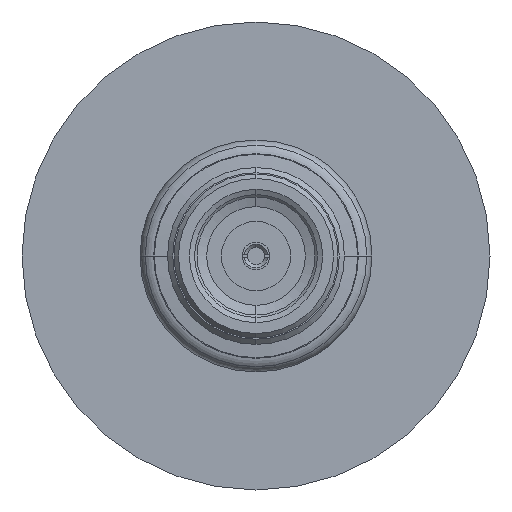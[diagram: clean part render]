
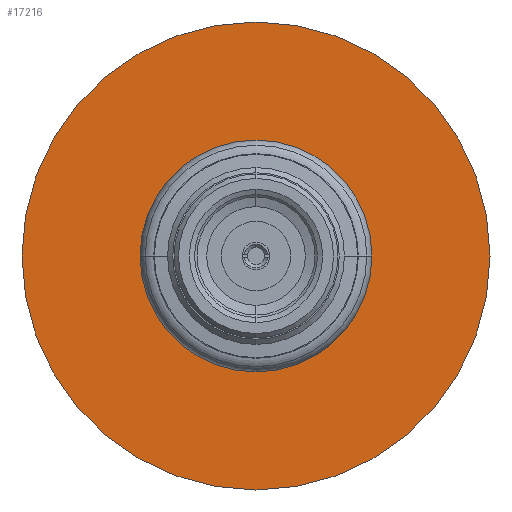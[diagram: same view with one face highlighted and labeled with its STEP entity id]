
A CAD part, left-side view. The second image highlights one B-rep face of the part: STEP entity #17216.
In plain terms, the highlighted face is planar.
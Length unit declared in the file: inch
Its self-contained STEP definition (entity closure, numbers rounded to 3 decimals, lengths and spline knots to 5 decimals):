
#1800 = AXIS2_PLACEMENT_3D ( 'NONE', #101743, #12879, #80088 ) ;
#5176 = ORIENTED_EDGE ( 'NONE', *, *, #18268, .T. ) ;
#8039 = VERTEX_POINT ( 'NONE', #24244 ) ;
#12879 = DIRECTION ( 'NONE',  ( 1., 0., 0. ) ) ;
#16640 = CARTESIAN_POINT ( 'NONE',  ( 0.68564, 0., 0.225 ) ) ;
#17216 = ADVANCED_FACE ( 'NONE', ( #80300, #130257 ), #58584, .F. ) ;
#18268 = EDGE_CURVE ( 'NONE', #79671, #66534, #58530, .T. ) ;
#19071 = CARTESIAN_POINT ( 'NONE',  ( 0.68564, 0.07326, 0. ) ) ;
#22658 = EDGE_LOOP ( 'NONE', ( #90694, #5176 ) ) ;
#24244 = CARTESIAN_POINT ( 'NONE',  ( 0.68564, 0., 0.1065 ) ) ;
#28325 = DIRECTION ( 'NONE',  ( 0., 0., 1. ) ) ;
#29561 = DIRECTION ( 'NONE',  ( 0., 0., 1. ) ) ;
#31216 = AXIS2_PLACEMENT_3D ( 'NONE', #19071, #49378, #28325 ) ;
#36005 = EDGE_CURVE ( 'NONE', #123003, #8039, #51074, .T. ) ;
#42003 = DIRECTION ( 'NONE',  ( 1., 0., 0. ) ) ;
#49378 = DIRECTION ( 'NONE',  ( -1., 0., 0. ) ) ;
#49587 = DIRECTION ( 'NONE',  ( 0., 0., 1. ) ) ;
#51074 = CIRCLE ( 'NONE', #97341, 0.1065 ) ;
#51868 = CARTESIAN_POINT ( 'NONE',  ( 0.68564, 0., 0. ) ) ;
#54563 = EDGE_CURVE ( 'NONE', #8039, #123003, #101770, .T. ) ;
#58530 = CIRCLE ( 'NONE', #1800, 0.225 ) ;
#58584 = PLANE ( 'NONE',  #31216 ) ;
#66534 = VERTEX_POINT ( 'NONE', #16640 ) ;
#70024 = AXIS2_PLACEMENT_3D ( 'NONE', #51868, #42003, #82159 ) ;
#79671 = VERTEX_POINT ( 'NONE', #128910 ) ;
#80088 = DIRECTION ( 'NONE',  ( 0., 0., -1. ) ) ;
#80300 = FACE_BOUND ( 'NONE', #128623, .T. ) ;
#82159 = DIRECTION ( 'NONE',  ( 0., 0., -1. ) ) ;
#84672 = CIRCLE ( 'NONE', #70024, 0.225 ) ;
#89459 = CARTESIAN_POINT ( 'NONE',  ( 0.68564, 0., 0. ) ) ;
#90694 = ORIENTED_EDGE ( 'NONE', *, *, #104269, .T. ) ;
#93749 = CARTESIAN_POINT ( 'NONE',  ( 0.68564, 0., -0.1065 ) ) ;
#97341 = AXIS2_PLACEMENT_3D ( 'NONE', #89459, #119695, #29561 ) ;
#99572 = DIRECTION ( 'NONE',  ( 1., 0., 0. ) ) ;
#101743 = CARTESIAN_POINT ( 'NONE',  ( 0.68564, 0., 0. ) ) ;
#101770 = CIRCLE ( 'NONE', #116516, 0.1065 ) ;
#102902 = ORIENTED_EDGE ( 'NONE', *, *, #36005, .F. ) ;
#104269 = EDGE_CURVE ( 'NONE', #66534, #79671, #84672, .T. ) ;
#116516 = AXIS2_PLACEMENT_3D ( 'NONE', #122543, #99572, #49587 ) ;
#118665 = ORIENTED_EDGE ( 'NONE', *, *, #54563, .F. ) ;
#119695 = DIRECTION ( 'NONE',  ( 1., 0., 0. ) ) ;
#122543 = CARTESIAN_POINT ( 'NONE',  ( 0.68564, 0., 0. ) ) ;
#123003 = VERTEX_POINT ( 'NONE', #93749 ) ;
#128623 = EDGE_LOOP ( 'NONE', ( #118665, #102902 ) ) ;
#128910 = CARTESIAN_POINT ( 'NONE',  ( 0.68564, 0., -0.225 ) ) ;
#130257 = FACE_OUTER_BOUND ( 'NONE', #22658, .T. ) ;
